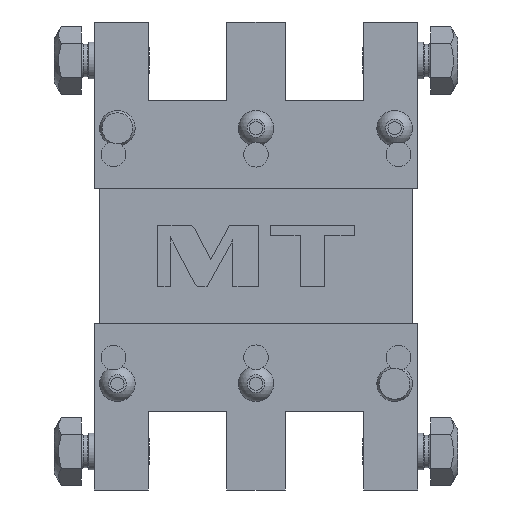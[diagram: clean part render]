
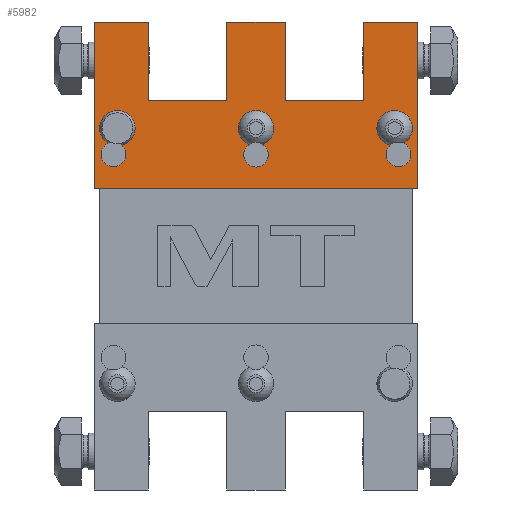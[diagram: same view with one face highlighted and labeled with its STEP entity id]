
A CAD part, left-side view. The second image highlights one B-rep face of the part: STEP entity #5982.
In plain terms, the highlighted planar face has unit normal (-1, 0, 0).
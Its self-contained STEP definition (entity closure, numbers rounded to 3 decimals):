
#5=DIRECTION('',(0.,1.,0.));
#6=VECTOR('',#5,17.575);
#7=CARTESIAN_POINT('',(-76.,34.925,76.));
#8=LINE('',#7,#6);
#207=DIRECTION('',(0.,0.,-1.));
#208=VECTOR('',#207,54.);
#209=CARTESIAN_POINT('',(-76.,-52.5,76.));
#210=LINE('',#209,#208);
#211=DIRECTION('',(0.,1.,0.));
#212=VECTOR('',#211,105.);
#213=CARTESIAN_POINT('',(-76.,-52.5,22.));
#214=LINE('',#213,#212);
#215=DIRECTION('',(0.,0.,-1.));
#216=VECTOR('',#215,25.4);
#217=CARTESIAN_POINT('',(-76.,34.925,76.));
#218=LINE('',#217,#216);
#219=DIRECTION('',(0.,-1.,0.));
#220=VECTOR('',#219,25.4);
#221=CARTESIAN_POINT('',(-76.,34.925,50.6));
#222=LINE('',#221,#220);
#223=DIRECTION('',(0.,0.,-1.));
#224=VECTOR('',#223,25.4);
#225=CARTESIAN_POINT('',(-76.,9.525,76.));
#226=LINE('',#225,#224);
#227=DIRECTION('',(0.,0.,-1.));
#228=VECTOR('',#227,25.4);
#229=CARTESIAN_POINT('',(-76.,-9.525,76.));
#230=LINE('',#229,#228);
#231=DIRECTION('',(0.,-1.,0.));
#232=VECTOR('',#231,25.4);
#233=CARTESIAN_POINT('',(-76.,-9.525,50.6));
#234=LINE('',#233,#232);
#235=DIRECTION('',(0.,0.,-1.));
#236=VECTOR('',#235,25.4);
#237=CARTESIAN_POINT('',(-76.,-34.925,76.));
#238=LINE('',#237,#236);
#239=CARTESIAN_POINT('',(-76.,45.,41.5));
#240=DIRECTION('',(-1.,0.,0.));
#241=DIRECTION('',(0.,1.,0.));
#242=AXIS2_PLACEMENT_3D('',#239,#240,#241);
#244=CARTESIAN_POINT('',(-76.,45.,41.5));
#245=DIRECTION('',(-1.,0.,0.));
#246=DIRECTION('',(0.,-1.,0.));
#247=AXIS2_PLACEMENT_3D('',#244,#245,#246);
#249=CARTESIAN_POINT('',(-76.,-45.,41.5));
#250=DIRECTION('',(-1.,0.,0.));
#251=DIRECTION('',(0.,1.,0.));
#252=AXIS2_PLACEMENT_3D('',#249,#250,#251);
#254=CARTESIAN_POINT('',(-76.,-45.,41.5));
#255=DIRECTION('',(-1.,0.,0.));
#256=DIRECTION('',(0.,-1.,0.));
#257=AXIS2_PLACEMENT_3D('',#254,#255,#256);
#259=CARTESIAN_POINT('',(-76.,0.,41.5));
#260=DIRECTION('',(-1.,0.,0.));
#261=DIRECTION('',(0.,1.,0.));
#262=AXIS2_PLACEMENT_3D('',#259,#260,#261);
#264=CARTESIAN_POINT('',(-76.,0.,41.5));
#265=DIRECTION('',(-1.,0.,0.));
#266=DIRECTION('',(0.,-1.,0.));
#267=AXIS2_PLACEMENT_3D('',#264,#265,#266);
#269=CARTESIAN_POINT('',(-76.,46.3,33.));
#270=DIRECTION('',(1.,0.,0.));
#271=DIRECTION('',(0.,0.,-1.));
#272=AXIS2_PLACEMENT_3D('',#269,#270,#271);
#274=CARTESIAN_POINT('',(-76.,46.3,33.));
#275=DIRECTION('',(1.,0.,0.));
#276=DIRECTION('',(0.,0.,1.));
#277=AXIS2_PLACEMENT_3D('',#274,#275,#276);
#279=CARTESIAN_POINT('',(-76.,-46.3,33.));
#280=DIRECTION('',(1.,0.,0.));
#281=DIRECTION('',(0.,0.,-1.));
#282=AXIS2_PLACEMENT_3D('',#279,#280,#281);
#284=CARTESIAN_POINT('',(-76.,-46.3,33.));
#285=DIRECTION('',(1.,0.,0.));
#286=DIRECTION('',(0.,0.,1.));
#287=AXIS2_PLACEMENT_3D('',#284,#285,#286);
#289=CARTESIAN_POINT('',(-76.,0.,32.9));
#290=DIRECTION('',(1.,0.,0.));
#291=DIRECTION('',(0.,0.,-1.));
#292=AXIS2_PLACEMENT_3D('',#289,#290,#291);
#294=CARTESIAN_POINT('',(-76.,0.,32.9));
#295=DIRECTION('',(1.,0.,0.));
#296=DIRECTION('',(0.,0.,1.));
#297=AXIS2_PLACEMENT_3D('',#294,#295,#296);
#299=DIRECTION('',(0.,1.,0.));
#300=VECTOR('',#299,17.575);
#301=CARTESIAN_POINT('',(-76.,-52.5,76.));
#302=LINE('',#301,#300);
#2813=DIRECTION('',(0.,1.,0.));
#2814=VECTOR('',#2813,19.05);
#2815=CARTESIAN_POINT('',(-76.,-9.525,76.));
#2816=LINE('',#2815,#2814);
#3301=DIRECTION('',(0.,0.,-1.));
#3302=VECTOR('',#3301,54.);
#3303=CARTESIAN_POINT('',(-76.,52.5,76.));
#3304=LINE('',#3303,#3302);
#4806=CARTESIAN_POINT('',(-76.,-52.5,76.));
#4808=VERTEX_POINT('',#4806);
#4809=CARTESIAN_POINT('',(-76.,52.5,76.));
#4811=VERTEX_POINT('',#4809);
#4833=CARTESIAN_POINT('',(-76.,-34.925,76.));
#4834=VERTEX_POINT('',#4833);
#4835=CARTESIAN_POINT('',(-76.,-9.525,76.));
#4836=CARTESIAN_POINT('',(-76.,9.525,76.));
#4837=VERTEX_POINT('',#4835);
#4838=VERTEX_POINT('',#4836);
#4852=CARTESIAN_POINT('',(-76.,34.925,76.));
#4854=VERTEX_POINT('',#4852);
#4885=CARTESIAN_POINT('',(-76.,34.925,50.6));
#4886=VERTEX_POINT('',#4885);
#4887=CARTESIAN_POINT('',(-76.,9.525,50.6));
#4888=VERTEX_POINT('',#4887);
#4889=CARTESIAN_POINT('',(-76.,-9.525,50.6));
#4890=VERTEX_POINT('',#4889);
#4891=CARTESIAN_POINT('',(-76.,-34.925,50.6));
#4892=VERTEX_POINT('',#4891);
#4902=CARTESIAN_POINT('',(-76.,-52.5,22.));
#4904=VERTEX_POINT('',#4902);
#4909=CARTESIAN_POINT('',(-76.,52.5,22.));
#4910=VERTEX_POINT('',#4909);
#5041=CARTESIAN_POINT('',(-76.,50.754,41.5));
#5042=CARTESIAN_POINT('',(-76.,39.246,41.5));
#5043=VERTEX_POINT('',#5041);
#5044=VERTEX_POINT('',#5042);
#5053=CARTESIAN_POINT('',(-76.,-39.246,41.5));
#5054=CARTESIAN_POINT('',(-76.,-50.754,41.5));
#5055=VERTEX_POINT('',#5053);
#5056=VERTEX_POINT('',#5054);
#5085=CARTESIAN_POINT('',(-76.,5.754,41.5));
#5086=CARTESIAN_POINT('',(-76.,-5.754,41.5));
#5087=VERTEX_POINT('',#5085);
#5088=VERTEX_POINT('',#5086);
#5137=CARTESIAN_POINT('',(-76.,46.3,31.));
#5138=CARTESIAN_POINT('',(-76.,46.3,35.));
#5139=VERTEX_POINT('',#5137);
#5140=VERTEX_POINT('',#5138);
#5153=CARTESIAN_POINT('',(-76.,-46.3,31.));
#5154=CARTESIAN_POINT('',(-76.,-46.3,35.));
#5155=VERTEX_POINT('',#5153);
#5156=VERTEX_POINT('',#5154);
#5185=CARTESIAN_POINT('',(-76.,0.,30.9));
#5186=CARTESIAN_POINT('',(-76.,0.,34.9));
#5187=VERTEX_POINT('',#5185);
#5188=VERTEX_POINT('',#5186);
#5919=CARTESIAN_POINT('',(-76.,-52.5,76.));
#5920=DIRECTION('',(-1.,0.,0.));
#5921=DIRECTION('',(0.,1.,0.));
#5922=AXIS2_PLACEMENT_3D('',#5919,#5920,#5921);
#5923=PLANE('',#5922);
#5925=ORIENTED_EDGE('',*,*,#5924,.F.);
#5926=ORIENTED_EDGE('',*,*,#5904,.T.);
#5927=ORIENTED_EDGE('',*,*,#5893,.T.);
#5929=ORIENTED_EDGE('',*,*,#5928,.F.);
#5930=ORIENTED_EDGE('',*,*,#5781,.F.);
#5931=ORIENTED_EDGE('',*,*,#5806,.T.);
#5933=ORIENTED_EDGE('',*,*,#5932,.T.);
#5935=ORIENTED_EDGE('',*,*,#5934,.F.);
#5937=ORIENTED_EDGE('',*,*,#5936,.F.);
#5939=ORIENTED_EDGE('',*,*,#5938,.T.);
#5941=ORIENTED_EDGE('',*,*,#5940,.T.);
#5943=ORIENTED_EDGE('',*,*,#5942,.F.);
#5944=EDGE_LOOP('',(#5925,#5926,#5927,#5929,#5930,#5931,#5933,#5935,#5937,#5939,
#5941,#5943));
#5945=FACE_OUTER_BOUND('',#5944,.F.);
#5947=ORIENTED_EDGE('',*,*,#5946,.T.);
#5949=ORIENTED_EDGE('',*,*,#5948,.T.);
#5950=EDGE_LOOP('',(#5947,#5949));
#5951=FACE_BOUND('',#5950,.F.);
#5953=ORIENTED_EDGE('',*,*,#5952,.T.);
#5955=ORIENTED_EDGE('',*,*,#5954,.T.);
#5956=EDGE_LOOP('',(#5953,#5955));
#5957=FACE_BOUND('',#5956,.F.);
#5959=ORIENTED_EDGE('',*,*,#5958,.T.);
#5961=ORIENTED_EDGE('',*,*,#5960,.T.);
#5962=EDGE_LOOP('',(#5959,#5961));
#5963=FACE_BOUND('',#5962,.F.);
#5965=ORIENTED_EDGE('',*,*,#5964,.F.);
#5967=ORIENTED_EDGE('',*,*,#5966,.F.);
#5968=EDGE_LOOP('',(#5965,#5967));
#5969=FACE_BOUND('',#5968,.F.);
#5971=ORIENTED_EDGE('',*,*,#5970,.F.);
#5973=ORIENTED_EDGE('',*,*,#5972,.F.);
#5974=EDGE_LOOP('',(#5971,#5973));
#5975=FACE_BOUND('',#5974,.F.);
#5977=ORIENTED_EDGE('',*,*,#5976,.F.);
#5979=ORIENTED_EDGE('',*,*,#5978,.F.);
#5980=EDGE_LOOP('',(#5977,#5979));
#5981=FACE_BOUND('',#5980,.F.);
#5982=ADVANCED_FACE('',(#5945,#5951,#5957,#5963,#5969,#5975,#5981),#5923,.T.);
#243=CIRCLE('',#242,5.754);
#248=CIRCLE('',#247,5.754);
#253=CIRCLE('',#252,5.754);
#258=CIRCLE('',#257,5.754);
#263=CIRCLE('',#262,5.754);
#268=CIRCLE('',#267,5.754);
#273=CIRCLE('',#272,2.);
#278=CIRCLE('',#277,2.);
#283=CIRCLE('',#282,2.);
#288=CIRCLE('',#287,2.);
#293=CIRCLE('',#292,2.);
#298=CIRCLE('',#297,2.);
#5781=EDGE_CURVE('',#4854,#4811,#8,.T.);
#5806=EDGE_CURVE('',#4854,#4886,#218,.T.);
#5893=EDGE_CURVE('',#4904,#4910,#214,.T.);
#5904=EDGE_CURVE('',#4808,#4904,#210,.T.);
#5924=EDGE_CURVE('',#4808,#4834,#302,.T.);
#5928=EDGE_CURVE('',#4811,#4910,#3304,.T.);
#5932=EDGE_CURVE('',#4886,#4888,#222,.T.);
#5934=EDGE_CURVE('',#4838,#4888,#226,.T.);
#5936=EDGE_CURVE('',#4837,#4838,#2816,.T.);
#5938=EDGE_CURVE('',#4837,#4890,#230,.T.);
#5940=EDGE_CURVE('',#4890,#4892,#234,.T.);
#5942=EDGE_CURVE('',#4834,#4892,#238,.T.);
#5946=EDGE_CURVE('',#5043,#5044,#243,.T.);
#5948=EDGE_CURVE('',#5044,#5043,#248,.T.);
#5952=EDGE_CURVE('',#5055,#5056,#253,.T.);
#5954=EDGE_CURVE('',#5056,#5055,#258,.T.);
#5958=EDGE_CURVE('',#5087,#5088,#263,.T.);
#5960=EDGE_CURVE('',#5088,#5087,#268,.T.);
#5964=EDGE_CURVE('',#5139,#5140,#273,.T.);
#5966=EDGE_CURVE('',#5140,#5139,#278,.T.);
#5970=EDGE_CURVE('',#5155,#5156,#283,.T.);
#5972=EDGE_CURVE('',#5156,#5155,#288,.T.);
#5976=EDGE_CURVE('',#5187,#5188,#293,.T.);
#5978=EDGE_CURVE('',#5188,#5187,#298,.T.);
